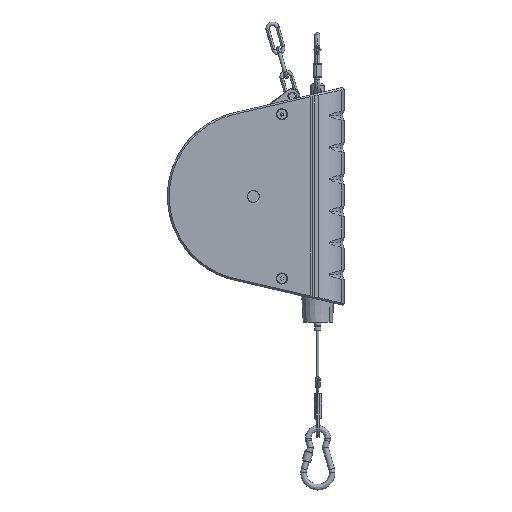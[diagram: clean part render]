
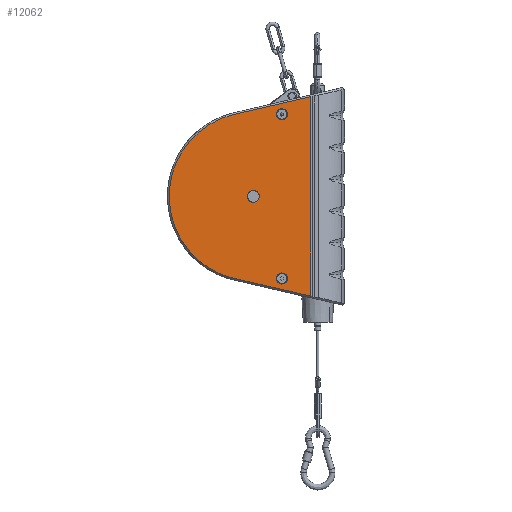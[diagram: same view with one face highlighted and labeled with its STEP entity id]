
A CAD part, front view. The second image highlights one B-rep face of the part: STEP entity #12062.
In plain terms, the highlighted planar face has unit normal (0, -1, 0).
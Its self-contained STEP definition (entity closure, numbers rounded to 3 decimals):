
#253 = DIRECTION ( 'NONE',  ( 0., 1., 0. ) ) ;
#264 = EDGE_CURVE ( 'NONE', #26441, #18702, #1664, .T. ) ;
#296 = AXIS2_PLACEMENT_3D ( 'NONE', #21933, #9102, #24134 ) ;
#554 = AXIS2_PLACEMENT_3D ( 'NONE', #25317, #25227, #25161 ) ;
#587 = VERTEX_POINT ( 'NONE', #20194 ) ;
#1664 = LINE ( 'NONE', #18797, #13037 ) ;
#2041 = ORIENTED_EDGE ( 'NONE', *, *, #20426, .T. ) ;
#2255 = CARTESIAN_POINT ( 'NONE',  ( 79.887, -35., 205.446 ) ) ;
#2303 = EDGE_LOOP ( 'NONE', ( #19663, #2041 ) ) ;
#2365 = CARTESIAN_POINT ( 'NONE',  ( 102.5, -35., 107.5 ) ) ;
#3267 = CIRCLE ( 'NONE', #7676, 7.05 ) ;
#4044 = CIRCLE ( 'NONE', #15968, 6.65 ) ;
#4478 = DIRECTION ( 'NONE',  ( 0., 0., 1. ) ) ;
#4485 = CARTESIAN_POINT ( 'NONE',  ( 79.887, -35., 9.554 ) ) ;
#4902 = EDGE_CURVE ( 'NONE', #7047, #587, #10749, .T. ) ;
#5105 = ORIENTED_EDGE ( 'NONE', *, *, #264, .T. ) ;
#5562 = VERTEX_POINT ( 'NONE', #14062 ) ;
#6288 = CARTESIAN_POINT ( 'NONE',  ( 102.5, -35., 100.45 ) ) ;
#6341 = CARTESIAN_POINT ( 'NONE',  ( 136.5, -35., 212.15 ) ) ;
#6767 = CIRCLE ( 'NONE', #296, 6.65 ) ;
#7047 = VERTEX_POINT ( 'NONE', #6288 ) ;
#7457 = CARTESIAN_POINT ( 'NONE',  ( 136.5, -35., 2.85 ) ) ;
#7501 = VECTOR ( 'NONE', #10675, 1000. ) ;
#7612 = EDGE_CURVE ( 'NONE', #20565, #8337, #10813, .T. ) ;
#7676 = AXIS2_PLACEMENT_3D ( 'NONE', #2365, #17263, #4478 ) ;
#8147 = LINE ( 'NONE', #20016, #25235 ) ;
#8337 = VERTEX_POINT ( 'NONE', #24069 ) ;
#8565 = AXIS2_PLACEMENT_3D ( 'NONE', #10847, #10789, #10727 ) ;
#8707 = EDGE_CURVE ( 'NONE', #22474, #5562, #8727, .T. ) ;
#8727 = B_SPLINE_CURVE_WITH_KNOTS ( 'NONE', 3,
 ( #11389, #11469, #11351, #11299, #11289, #11204, #11164, #11142, #11111, #11056, #11047, #10933, #10897, #10868, #10837, #10767, #10743, #10670, #10643, #10556, #10472, #10350, #10295, #10225, #10134 ),
 .UNSPECIFIED., .F., .F.,
 ( 4, 1, 1, 1, 1, 1, 1, 1, 1, 1, 1, 1, 1, 1, 1, 1, 1, 1, 1, 1, 1, 1, 4 ),
 ( 0., 0.01, 0.019, 0.029, 0.039, 0.048, 0.058, 0.077, 0.09, 0.103, 0.116, 0.129, 0.155, 0.181, 0.194, 0.2, 0.207, 0.219, 0.232, 0.242, 0.252, 0.261, 0.271 ),
 .UNSPECIFIED. ) ;
#9102 = DIRECTION ( 'NONE',  ( 0., 1., 0. ) ) ;
#9954 = CIRCLE ( 'NONE', #12689, 6.65 ) ;
#10134 = CARTESIAN_POINT ( 'NONE',  ( 79.887, -35., 9.554 ) ) ;
#10225 = CARTESIAN_POINT ( 'NONE',  ( 76.745, -35., 10.28 ) ) ;
#10295 = CARTESIAN_POINT ( 'NONE',  ( 70.527, -35., 12.035 ) ) ;
#10350 = CARTESIAN_POINT ( 'NONE',  ( 61.533, -35., 15.536 ) ) ;
#10472 = CARTESIAN_POINT ( 'NONE',  ( 52.935, -35., 19.87 ) ) ;
#10545 = FACE_BOUND ( 'NONE', #20153, .T. ) ;
#10556 = CARTESIAN_POINT ( 'NONE',  ( 43.848, -35., 25.601 ) ) ;
#10643 = CARTESIAN_POINT ( 'NONE',  ( 34.606, -35., 32.998 ) ) ;
#10670 = CARTESIAN_POINT ( 'NONE',  ( 27.151, -35., 40.722 ) ) ;
#10675 = DIRECTION ( 'NONE',  ( 0.974, 0., -0.225 ) ) ;
#10727 = DIRECTION ( 'NONE',  ( 0., 0., 1. ) ) ;
#10743 = CARTESIAN_POINT ( 'NONE',  ( 21.812, -35., 47.433 ) ) ;
#10749 = CIRCLE ( 'NONE', #8565, 7.05 ) ;
#10767 = CARTESIAN_POINT ( 'NONE',  ( 16.911, -35., 54.476 ) ) ;
#10789 = DIRECTION ( 'NONE',  ( 0., 1., 0. ) ) ;
#10813 = CIRCLE ( 'NONE', #554, 6.65 ) ;
#10837 = CARTESIAN_POINT ( 'NONE',  ( 9.539, -35., 67.591 ) ) ;
#10847 = CARTESIAN_POINT ( 'NONE',  ( 102.5, -35., 107.5 ) ) ;
#10868 = CARTESIAN_POINT ( 'NONE',  ( 2.74, -35., 88.109 ) ) ;
#10897 = CARTESIAN_POINT ( 'NONE',  ( 1.358, -35., 109.684 ) ) ;
#10933 = CARTESIAN_POINT ( 'NONE',  ( 3.555, -35., 126.732 ) ) ;
#11047 = CARTESIAN_POINT ( 'NONE',  ( 6.818, -35., 139.202 ) ) ;
#11056 = CARTESIAN_POINT ( 'NONE',  ( 11.647, -35., 151.155 ) ) ;
#11111 = CARTESIAN_POINT ( 'NONE',  ( 19.017, -35., 164.273 ) ) ;
#11142 = CARTESIAN_POINT ( 'NONE',  ( 27.726, -35., 175.221 ) ) ;
#11164 = CARTESIAN_POINT ( 'NONE',  ( 37.105, -35., 184.047 ) ) ;
#11169 = EDGE_CURVE ( 'NONE', #587, #7047, #3267, .T. ) ;
#11204 = CARTESIAN_POINT ( 'NONE',  ( 44.757, -35., 189.973 ) ) ;
#11220 = ORIENTED_EDGE ( 'NONE', *, *, #7612, .T. ) ;
#11289 = CARTESIAN_POINT ( 'NONE',  ( 52.934, -35., 195.13 ) ) ;
#11299 = CARTESIAN_POINT ( 'NONE',  ( 61.533, -35., 199.464 ) ) ;
#11351 = CARTESIAN_POINT ( 'NONE',  ( 70.527, -35., 202.965 ) ) ;
#11389 = CARTESIAN_POINT ( 'NONE',  ( 79.887, -35., 205.446 ) ) ;
#11469 = CARTESIAN_POINT ( 'NONE',  ( 76.745, -35., 204.72 ) ) ;
#11618 = ORIENTED_EDGE ( 'NONE', *, *, #4902, .T. ) ;
#11895 = CARTESIAN_POINT ( 'NONE',  ( 136.5, -35., 205.5 ) ) ;
#12062 = ADVANCED_FACE ( 'NONE', ( #10545, #26976, #21239, #15535 ), #27479, .T. ) ;
#12420 = EDGE_CURVE ( 'NONE', #5562, #26441, #26595, .T. ) ;
#12553 = CARTESIAN_POINT ( 'NONE',  ( 0., -35., 215. ) ) ;
#12689 = AXIS2_PLACEMENT_3D ( 'NONE', #11895, #26900, #14053 ) ;
#13037 = VECTOR ( 'NONE', #15382, 1000. ) ;
#13070 = CARTESIAN_POINT ( 'NONE',  ( 136.5, -35., 205.5 ) ) ;
#13588 = ORIENTED_EDGE ( 'NONE', *, *, #23213, .T. ) ;
#13949 = EDGE_LOOP ( 'NONE', ( #25087, #11618 ) ) ;
#14053 = DIRECTION ( 'NONE',  ( 0., 0., -1. ) ) ;
#14062 = CARTESIAN_POINT ( 'NONE',  ( 79.887, -35., 9.554 ) ) ;
#14132 = ORIENTED_EDGE ( 'NONE', *, *, #8707, .T. ) ;
#14503 = VERTEX_POINT ( 'NONE', #24071 ) ;
#14694 = DIRECTION ( 'NONE',  ( 0., 0., -1. ) ) ;
#15195 = DIRECTION ( 'NONE',  ( 0., 0., -1. ) ) ;
#15382 = DIRECTION ( 'NONE',  ( 0., 0., 1. ) ) ;
#15535 = FACE_OUTER_BOUND ( 'NONE', #26466, .T. ) ;
#15853 = EDGE_CURVE ( 'NONE', #18702, #22474, #8147, .T. ) ;
#15968 = AXIS2_PLACEMENT_3D ( 'NONE', #13070, #253, #15195 ) ;
#17263 = DIRECTION ( 'NONE',  ( 0., 1., 0. ) ) ;
#18648 = CARTESIAN_POINT ( 'NONE',  ( 171.091, -35., -11.502 ) ) ;
#18702 = VERTEX_POINT ( 'NONE', #23008 ) ;
#18797 = CARTESIAN_POINT ( 'NONE',  ( 171.091, -35., 215. ) ) ;
#19663 = ORIENTED_EDGE ( 'NONE', *, *, #24945, .T. ) ;
#20016 = CARTESIAN_POINT ( 'NONE',  ( 171.091, -35., 226.502 ) ) ;
#20153 = EDGE_LOOP ( 'NONE', ( #11220, #13588 ) ) ;
#20194 = CARTESIAN_POINT ( 'NONE',  ( 102.5, -35., 114.55 ) ) ;
#20426 = EDGE_CURVE ( 'NONE', #24035, #14503, #4044, .T. ) ;
#20565 = VERTEX_POINT ( 'NONE', #7457 ) ;
#21239 = FACE_BOUND ( 'NONE', #2303, .T. ) ;
#21933 = CARTESIAN_POINT ( 'NONE',  ( 136.5, -35., 9.5 ) ) ;
#22175 = ORIENTED_EDGE ( 'NONE', *, *, #15853, .T. ) ;
#22474 = VERTEX_POINT ( 'NONE', #2255 ) ;
#23008 = CARTESIAN_POINT ( 'NONE',  ( 171.091, -35., 226.502 ) ) ;
#23213 = EDGE_CURVE ( 'NONE', #8337, #20565, #6767, .T. ) ;
#24035 = VERTEX_POINT ( 'NONE', #6341 ) ;
#24069 = CARTESIAN_POINT ( 'NONE',  ( 136.5, -35., 16.15 ) ) ;
#24071 = CARTESIAN_POINT ( 'NONE',  ( 136.5, -35., 198.85 ) ) ;
#24134 = DIRECTION ( 'NONE',  ( 0., 0., -1. ) ) ;
#24414 = DIRECTION ( 'NONE',  ( -0.974, 0., -0.225 ) ) ;
#24945 = EDGE_CURVE ( 'NONE', #14503, #24035, #9954, .T. ) ;
#25087 = ORIENTED_EDGE ( 'NONE', *, *, #11169, .T. ) ;
#25120 = AXIS2_PLACEMENT_3D ( 'NONE', #12553, #27573, #14694 ) ;
#25161 = DIRECTION ( 'NONE',  ( 0., 0., -1. ) ) ;
#25227 = DIRECTION ( 'NONE',  ( 0., 1., 0. ) ) ;
#25235 = VECTOR ( 'NONE', #24414, 1000. ) ;
#25317 = CARTESIAN_POINT ( 'NONE',  ( 136.5, -35., 9.5 ) ) ;
#26441 = VERTEX_POINT ( 'NONE', #18648 ) ;
#26466 = EDGE_LOOP ( 'NONE', ( #27139, #5105, #22175, #14132 ) ) ;
#26595 = LINE ( 'NONE', #4485, #7501 ) ;
#26900 = DIRECTION ( 'NONE',  ( 0., 1., 0. ) ) ;
#26976 = FACE_BOUND ( 'NONE', #13949, .T. ) ;
#27139 = ORIENTED_EDGE ( 'NONE', *, *, #12420, .T. ) ;
#27479 = PLANE ( 'NONE',  #25120 ) ;
#27573 = DIRECTION ( 'NONE',  ( 0., -1., 0. ) ) ;
